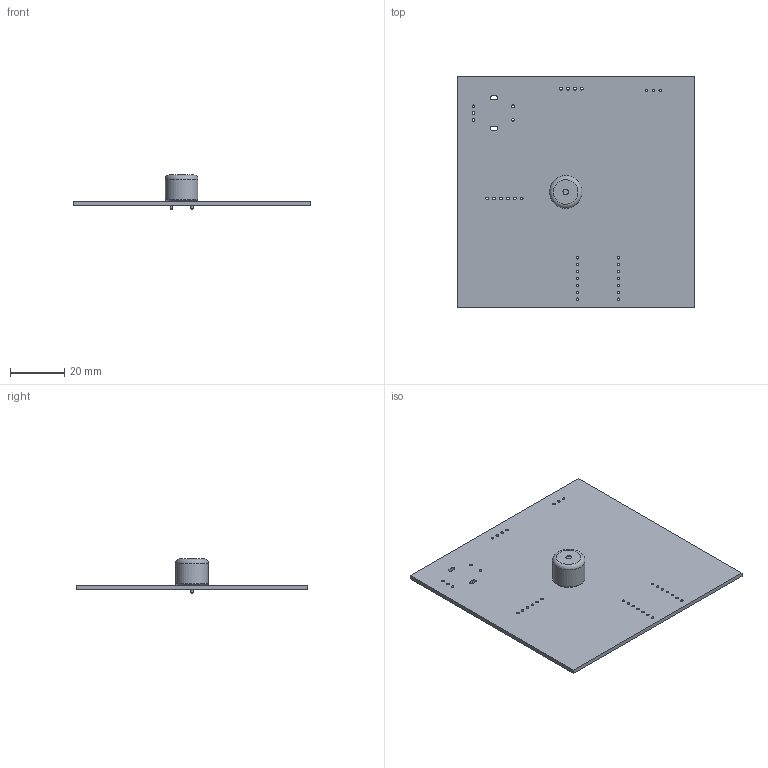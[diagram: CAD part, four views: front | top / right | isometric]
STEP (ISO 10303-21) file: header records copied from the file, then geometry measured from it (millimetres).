
FILE_DESCRIPTION(('KiCad electronic assembly'),'2;1');
FILE_NAME('PCB.step','2025-07-08T22:12:22',('Pcbnew'),('Kicad'), 'Open CASCADE STEP processor 7.8','KiCad to STEP converter','Unknown' );
FILE_SCHEMA(('AUTOMOTIVE_DESIGN { 1 0 10303 214 1 1 1 1 }'));
Length unit declared in the file: millimetre
Products named in the file (3): PCB 1; Buzzer_12x9.5RM7.6; Soundalyser_PCB
Assembly tree (2 placements, depth 2):
  PCB 1
    Buzzer_12x9.5RM7.6
    Soundalyser_PCB
Bounding box: 87.6 x 85.3 x 12.53 mm (x, y, z)
Volume: 12295.9 mm3; surface area: 16150.9 mm2
Topology: 2 solids, 2 shells, 61 faces, 158 edges, 104 vertices
Faces by surface type: cylinder 42, plane 15, torus 4
Full cylindrical faces by diameter (mm): 0.889 x14, 0.9 x5, 1 x17, 2 x1, 12 x1
Entity records: 2204 total; most frequent: DIRECTION 378, CARTESIAN_POINT 326, ORIENTED_EDGE 316, EDGE_CURVE 158, AXIS2_PLACEMENT_3D 156, FACE_BOUND 136, EDGE_LOOP 136, VERTEX_POINT 104
